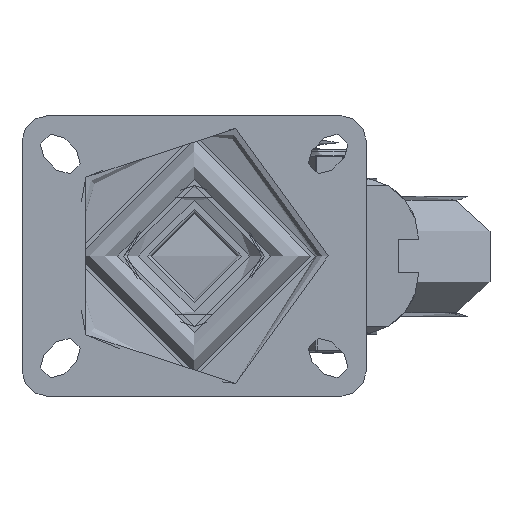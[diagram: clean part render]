
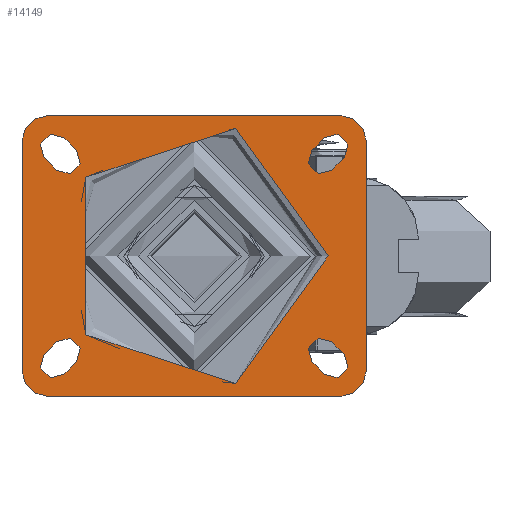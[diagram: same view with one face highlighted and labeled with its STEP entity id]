
A CAD part, top view. The second image highlights one B-rep face of the part: STEP entity #14149.
In plain terms, the highlighted planar face has unit normal (0, 0, 1).
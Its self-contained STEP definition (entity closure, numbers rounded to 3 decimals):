
#507=FACE_BOUND('',#2958,.T.);
#508=FACE_BOUND('',#2959,.T.);
#509=FACE_BOUND('',#2960,.T.);
#510=FACE_BOUND('',#2961,.T.);
#511=FACE_BOUND('',#2962,.T.);
#659=PLANE('',#15286);
#2079=FACE_OUTER_BOUND('',#2957,.T.);
#2957=EDGE_LOOP('',(#9784,#9785,#9786,#9787,#9788,#9789,#9790,#9791));
#2958=EDGE_LOOP('',(#9792));
#2959=EDGE_LOOP('',(#9793,#9794,#9795,#9796));
#2960=EDGE_LOOP('',(#9797,#9798,#9799,#9800));
#2961=EDGE_LOOP('',(#9801,#9802,#9803,#9804));
#2962=EDGE_LOOP('',(#9805,#9806,#9807,#9808));
#3969=LINE('',#22378,#4750);
#3970=LINE('',#22379,#4751);
#3971=LINE('',#22380,#4752);
#3972=LINE('',#22381,#4753);
#3973=LINE('',#22382,#4754);
#3974=LINE('',#22383,#4755);
#3975=LINE('',#22384,#4756);
#3976=LINE('',#22385,#4757);
#3977=LINE('',#22386,#4758);
#3978=LINE('',#22387,#4759);
#3979=LINE('',#22388,#4760);
#3980=LINE('',#22389,#4761);
#4750=VECTOR('',#16737,1000.);
#4751=VECTOR('',#16738,1000.);
#4752=VECTOR('',#16739,1000.);
#4753=VECTOR('',#16740,1000.);
#4754=VECTOR('',#16741,1000.);
#4755=VECTOR('',#16742,1000.);
#4756=VECTOR('',#16743,1000.);
#4757=VECTOR('',#16744,1000.);
#4758=VECTOR('',#16745,1000.);
#4759=VECTOR('',#16746,1000.);
#4760=VECTOR('',#16747,1000.);
#4761=VECTOR('',#16748,1000.);
#5502=CIRCLE('',#15198,5.5);
#5503=CIRCLE('',#15200,5.5);
#5506=CIRCLE('',#15204,5.5);
#5507=CIRCLE('',#15206,5.5);
#5510=CIRCLE('',#15210,5.5);
#5511=CIRCLE('',#15212,5.5);
#5514=CIRCLE('',#15216,5.5);
#5515=CIRCLE('',#15218,5.5);
#5521=CIRCLE('',#15227,10.);
#5523=CIRCLE('',#15230,10.);
#5525=CIRCLE('',#15233,10.);
#5527=CIRCLE('',#15236,10.);
#5531=CIRCLE('',#15241,52.494);
#6121=VERTEX_POINT('',#19956);
#6122=VERTEX_POINT('',#19958);
#6123=VERTEX_POINT('',#19962);
#6124=VERTEX_POINT('',#19963);
#6129=VERTEX_POINT('',#19974);
#6130=VERTEX_POINT('',#19976);
#6131=VERTEX_POINT('',#19980);
#6132=VERTEX_POINT('',#19981);
#6137=VERTEX_POINT('',#19992);
#6138=VERTEX_POINT('',#19994);
#6139=VERTEX_POINT('',#19998);
#6140=VERTEX_POINT('',#19999);
#6145=VERTEX_POINT('',#20010);
#6146=VERTEX_POINT('',#20012);
#6147=VERTEX_POINT('',#20016);
#6148=VERTEX_POINT('',#20017);
#6154=VERTEX_POINT('',#20035);
#6155=VERTEX_POINT('',#20036);
#6158=VERTEX_POINT('',#20044);
#6159=VERTEX_POINT('',#20045);
#6162=VERTEX_POINT('',#20053);
#6163=VERTEX_POINT('',#20054);
#6166=VERTEX_POINT('',#20062);
#6167=VERTEX_POINT('',#20063);
#6171=VERTEX_POINT('',#20073);
#7519=EDGE_CURVE('',#6122,#6121,#5502,.T.);
#7521=EDGE_CURVE('',#6123,#6124,#5503,.T.);
#7527=EDGE_CURVE('',#6130,#6129,#5506,.T.);
#7529=EDGE_CURVE('',#6131,#6132,#5507,.T.);
#7535=EDGE_CURVE('',#6138,#6137,#5510,.T.);
#7537=EDGE_CURVE('',#6139,#6140,#5511,.T.);
#7543=EDGE_CURVE('',#6146,#6145,#5514,.T.);
#7545=EDGE_CURVE('',#6147,#6148,#5515,.T.);
#7554=EDGE_CURVE('',#6154,#6155,#5521,.T.);
#7558=EDGE_CURVE('',#6158,#6159,#5523,.T.);
#7562=EDGE_CURVE('',#6162,#6163,#5525,.T.);
#7566=EDGE_CURVE('',#6166,#6167,#5527,.T.);
#7572=EDGE_CURVE('',#6171,#6171,#5531,.T.);
#7607=EDGE_CURVE('',#6163,#6166,#3969,.T.);
#7608=EDGE_CURVE('',#6159,#6162,#3970,.T.);
#7609=EDGE_CURVE('',#6155,#6158,#3971,.T.);
#7610=EDGE_CURVE('',#6167,#6154,#3972,.T.);
#7611=EDGE_CURVE('',#6145,#6147,#3973,.T.);
#7612=EDGE_CURVE('',#6148,#6146,#3974,.T.);
#7613=EDGE_CURVE('',#6137,#6139,#3975,.T.);
#7614=EDGE_CURVE('',#6140,#6138,#3976,.T.);
#7615=EDGE_CURVE('',#6129,#6131,#3977,.T.);
#7616=EDGE_CURVE('',#6132,#6130,#3978,.T.);
#7617=EDGE_CURVE('',#6121,#6123,#3979,.T.);
#7618=EDGE_CURVE('',#6124,#6122,#3980,.T.);
#9784=ORIENTED_EDGE('',*,*,#7566,.F.);
#9785=ORIENTED_EDGE('',*,*,#7607,.F.);
#9786=ORIENTED_EDGE('',*,*,#7562,.F.);
#9787=ORIENTED_EDGE('',*,*,#7608,.F.);
#9788=ORIENTED_EDGE('',*,*,#7558,.F.);
#9789=ORIENTED_EDGE('',*,*,#7609,.F.);
#9790=ORIENTED_EDGE('',*,*,#7554,.F.);
#9791=ORIENTED_EDGE('',*,*,#7610,.F.);
#9792=ORIENTED_EDGE('',*,*,#7572,.F.);
#9793=ORIENTED_EDGE('',*,*,#7611,.T.);
#9794=ORIENTED_EDGE('',*,*,#7545,.T.);
#9795=ORIENTED_EDGE('',*,*,#7612,.T.);
#9796=ORIENTED_EDGE('',*,*,#7543,.T.);
#9797=ORIENTED_EDGE('',*,*,#7613,.T.);
#9798=ORIENTED_EDGE('',*,*,#7537,.T.);
#9799=ORIENTED_EDGE('',*,*,#7614,.T.);
#9800=ORIENTED_EDGE('',*,*,#7535,.T.);
#9801=ORIENTED_EDGE('',*,*,#7615,.T.);
#9802=ORIENTED_EDGE('',*,*,#7529,.T.);
#9803=ORIENTED_EDGE('',*,*,#7616,.T.);
#9804=ORIENTED_EDGE('',*,*,#7527,.T.);
#9805=ORIENTED_EDGE('',*,*,#7617,.T.);
#9806=ORIENTED_EDGE('',*,*,#7521,.T.);
#9807=ORIENTED_EDGE('',*,*,#7618,.T.);
#9808=ORIENTED_EDGE('',*,*,#7519,.T.);
#14149=ADVANCED_FACE('',(#2079,#507,#508,#509,#510,#511),#659,.T.);
#15198=AXIS2_PLACEMENT_3D('',#19959,#16530,#16531);
#15200=AXIS2_PLACEMENT_3D('',#19964,#16535,#16536);
#15204=AXIS2_PLACEMENT_3D('',#19977,#16546,#16547);
#15206=AXIS2_PLACEMENT_3D('',#19982,#16551,#16552);
#15210=AXIS2_PLACEMENT_3D('',#19995,#16562,#16563);
#15212=AXIS2_PLACEMENT_3D('',#20000,#16567,#16568);
#15216=AXIS2_PLACEMENT_3D('',#20013,#16578,#16579);
#15218=AXIS2_PLACEMENT_3D('',#20018,#16583,#16584);
#15227=AXIS2_PLACEMENT_3D('',#20037,#16604,#16605);
#15230=AXIS2_PLACEMENT_3D('',#20046,#16612,#16613);
#15233=AXIS2_PLACEMENT_3D('',#20055,#16620,#16621);
#15236=AXIS2_PLACEMENT_3D('',#20064,#16628,#16629);
#15241=AXIS2_PLACEMENT_3D('',#20075,#16640,#16641);
#15286=AXIS2_PLACEMENT_3D('',#22377,#16735,#16736);
#16530=DIRECTION('center_axis',(0.,0.,-1.));
#16531=DIRECTION('ref_axis',(-1.,0.,0.));
#16535=DIRECTION('center_axis',(0.,0.,-1.));
#16536=DIRECTION('ref_axis',(-1.,0.,0.));
#16546=DIRECTION('center_axis',(0.,0.,-1.));
#16547=DIRECTION('ref_axis',(-1.,0.,0.));
#16551=DIRECTION('center_axis',(0.,0.,-1.));
#16552=DIRECTION('ref_axis',(-1.,0.,0.));
#16562=DIRECTION('center_axis',(0.,0.,-1.));
#16563=DIRECTION('ref_axis',(1.,0.,0.));
#16567=DIRECTION('center_axis',(0.,0.,-1.));
#16568=DIRECTION('ref_axis',(1.,0.,0.));
#16578=DIRECTION('center_axis',(0.,0.,-1.));
#16579=DIRECTION('ref_axis',(1.,0.,0.));
#16583=DIRECTION('center_axis',(0.,0.,-1.));
#16584=DIRECTION('ref_axis',(1.,0.,0.));
#16604=DIRECTION('center_axis',(0.,0.,-1.));
#16605=DIRECTION('ref_axis',(-0.707,0.707,0.));
#16612=DIRECTION('center_axis',(0.,0.,-1.));
#16613=DIRECTION('ref_axis',(0.707,0.707,0.));
#16620=DIRECTION('center_axis',(0.,0.,-1.));
#16621=DIRECTION('ref_axis',(0.707,-0.707,0.));
#16628=DIRECTION('center_axis',(0.,0.,-1.));
#16629=DIRECTION('ref_axis',(-0.707,-0.707,0.));
#16640=DIRECTION('center_axis',(0.,0.,1.));
#16641=DIRECTION('ref_axis',(-1.,0.,0.));
#16735=DIRECTION('center_axis',(0.,0.,1.));
#16736=DIRECTION('ref_axis',(1.,0.,0.));
#16737=DIRECTION('',(-1.,0.,0.));
#16738=DIRECTION('',(0.,-1.,0.));
#16739=DIRECTION('',(1.,0.,0.));
#16740=DIRECTION('',(0.,1.,0.));
#16741=DIRECTION('',(0.707,-0.707,0.));
#16742=DIRECTION('',(-0.707,0.707,0.));
#16743=DIRECTION('',(0.707,0.707,0.));
#16744=DIRECTION('',(-0.707,-0.707,0.));
#16745=DIRECTION('',(-0.707,-0.707,0.));
#16746=DIRECTION('',(0.707,0.707,0.));
#16747=DIRECTION('',(-0.707,0.707,0.));
#16748=DIRECTION('',(0.707,-0.707,0.));
#19956=CARTESIAN_POINT('',(51.086,-46.364,0.));
#19958=CARTESIAN_POINT('',(58.864,-38.586,0.));
#19959=CARTESIAN_POINT('Origin',(54.975,-42.475,0.));
#19962=CARTESIAN_POINT('',(46.136,-41.414,0.));
#19963=CARTESIAN_POINT('',(53.914,-33.636,0.));
#19964=CARTESIAN_POINT('Origin',(50.025,-37.525,0.));
#19974=CARTESIAN_POINT('',(58.864,38.586,0.));
#19976=CARTESIAN_POINT('',(51.086,46.364,0.));
#19977=CARTESIAN_POINT('Origin',(54.975,42.475,0.));
#19980=CARTESIAN_POINT('',(53.914,33.636,0.));
#19981=CARTESIAN_POINT('',(46.136,41.414,0.));
#19982=CARTESIAN_POINT('Origin',(50.025,37.525,0.));
#19992=CARTESIAN_POINT('',(-58.864,-38.586,0.));
#19994=CARTESIAN_POINT('',(-51.086,-46.364,0.));
#19995=CARTESIAN_POINT('Origin',(-54.975,-42.475,0.));
#19998=CARTESIAN_POINT('',(-53.914,-33.636,0.));
#19999=CARTESIAN_POINT('',(-46.136,-41.414,0.));
#20000=CARTESIAN_POINT('Origin',(-50.025,-37.525,0.));
#20010=CARTESIAN_POINT('',(-51.086,46.364,0.));
#20012=CARTESIAN_POINT('',(-58.864,38.586,0.));
#20013=CARTESIAN_POINT('Origin',(-54.975,42.475,0.));
#20016=CARTESIAN_POINT('',(-46.136,41.414,0.));
#20017=CARTESIAN_POINT('',(-53.914,33.636,0.));
#20018=CARTESIAN_POINT('Origin',(-50.025,37.525,0.));
#20035=CARTESIAN_POINT('',(-67.5,45.,0.));
#20036=CARTESIAN_POINT('',(-57.5,55.,0.));
#20037=CARTESIAN_POINT('Origin',(-57.5,45.,0.));
#20044=CARTESIAN_POINT('',(57.5,55.,0.));
#20045=CARTESIAN_POINT('',(67.5,45.,0.));
#20046=CARTESIAN_POINT('Origin',(57.5,45.,0.));
#20053=CARTESIAN_POINT('',(67.5,-45.,0.));
#20054=CARTESIAN_POINT('',(57.5,-55.,0.));
#20055=CARTESIAN_POINT('Origin',(57.5,-45.,0.));
#20062=CARTESIAN_POINT('',(-57.5,-55.,0.));
#20063=CARTESIAN_POINT('',(-67.5,-45.,0.));
#20064=CARTESIAN_POINT('Origin',(-57.5,-45.,0.));
#20073=CARTESIAN_POINT('',(52.494,0.,0.));
#20075=CARTESIAN_POINT('Origin',(0.,0.,0.));
#22377=CARTESIAN_POINT('Origin',(0.,0.,0.));
#22378=CARTESIAN_POINT('',(67.5,-55.,0.));
#22379=CARTESIAN_POINT('',(67.5,55.,0.));
#22380=CARTESIAN_POINT('',(-67.5,55.,0.));
#22381=CARTESIAN_POINT('',(-67.5,-55.,0.));
#22382=CARTESIAN_POINT('',(-51.086,46.364,0.));
#22383=CARTESIAN_POINT('',(-58.864,38.586,0.));
#22384=CARTESIAN_POINT('',(-58.864,-38.586,0.));
#22385=CARTESIAN_POINT('',(-51.086,-46.364,0.));
#22386=CARTESIAN_POINT('',(58.864,38.586,0.));
#22387=CARTESIAN_POINT('',(51.086,46.364,0.));
#22388=CARTESIAN_POINT('',(51.086,-46.364,0.));
#22389=CARTESIAN_POINT('',(58.864,-38.586,0.));
